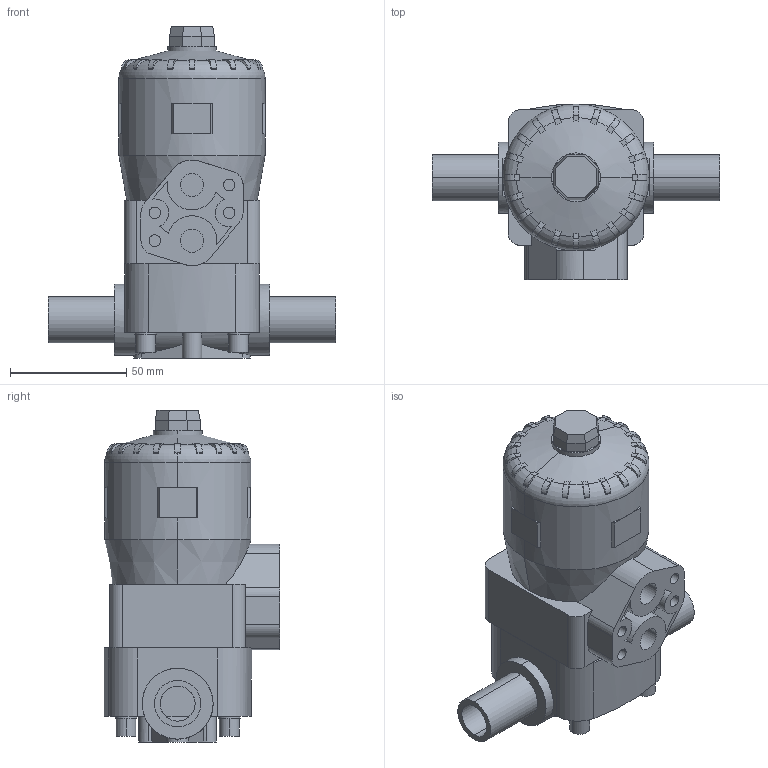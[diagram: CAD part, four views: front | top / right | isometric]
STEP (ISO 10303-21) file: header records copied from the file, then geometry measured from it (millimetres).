
FILE_DESCRIPTION(('STEP AP214'),'1');
FILE_NAME('cctmp_8A8C754B-8ACA-44E2-A1A7-EDC8D8C5667A_2021_10_26_07_51_28_0880..stp','2021-10-26T05:51:29',('Praher Valves GmbH'),('CADClick - www.CADClick.com'),'Spatial InterOp 3D',' ','unknown authorization');
FILE_SCHEMA(('AUTOMOTIVE_DESIGN'));
Length unit declared in the file: millimetre
Products named in the file (1): 125679
Bounding box: 124 x 75.67 x 143 mm (x, y, z)
Volume: 428870.9 mm3; surface area: 48019.1 mm2
Topology: 1 solids, 1 shells, 288 faces, 754 edges, 492 vertices
Faces by surface type: plane 184, cylinder 98, cone 4, torus 2
Entity records: 12085 total; most frequent: CARTESIAN_POINT 2682, ORIENTED_EDGE 1508, DIRECTION 1479, EDGE_CURVE 754, AXIS2_PLACEMENT_3D 554, VERTEX_POINT 492, LINE 371, VECTOR 371
